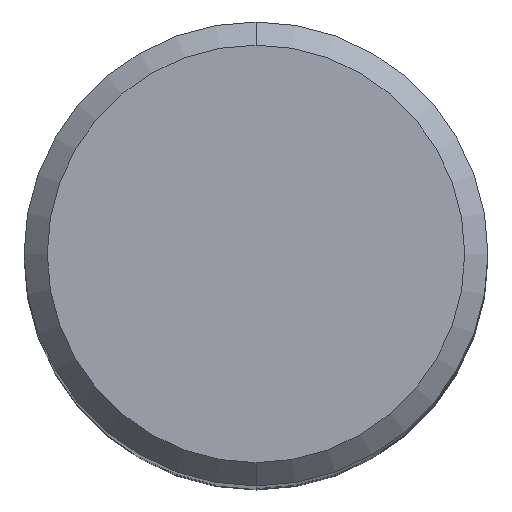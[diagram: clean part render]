
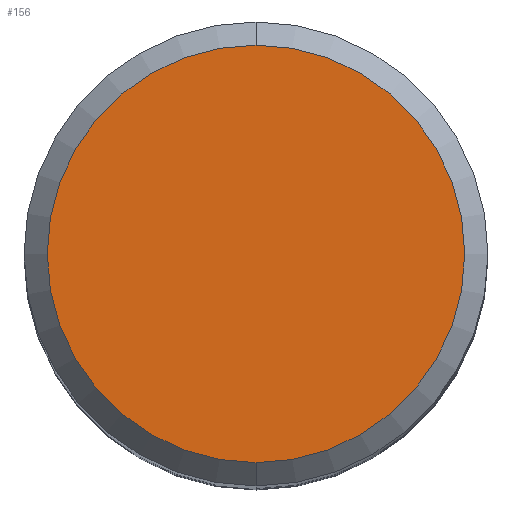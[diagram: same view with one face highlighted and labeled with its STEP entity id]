
A CAD part, top view. The second image highlights one B-rep face of the part: STEP entity #156.
In plain terms, the highlighted planar face has unit normal (0, 0, 1).
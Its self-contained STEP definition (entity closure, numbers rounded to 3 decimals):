
#106=VERTEX_POINT('',#231);
#108=EDGE_CURVE('',#106,#126,#233,.T.);
#114=EDGE_CURVE('',#126,#106,#240,.T.);
#126=VERTEX_POINT('',#252);
#156=ADVANCED_FACE('',(#286),#287,.T.);
#231=CARTESIAN_POINT('',(0.,-3.6,0.0));
#233=CIRCLE('',#368,3.6);
#240=CIRCLE('',#376,3.6);
#252=CARTESIAN_POINT('',(0.0,3.6,0.0));
#286=FACE_OUTER_BOUND('',#430,.T.);
#287=PLANE('',#431);
#368=AXIS2_PLACEMENT_3D('',#520,#521,#522);
#376=AXIS2_PLACEMENT_3D('',#531,#532,#533);
#430=EDGE_LOOP('',(#573,#574));
#431=AXIS2_PLACEMENT_3D('',#575,#576,#577);
#520=CARTESIAN_POINT('',(0.0,0.0,0.0));
#521=DIRECTION('',(0.0,0.0,-1.0));
#522=DIRECTION('',(0.0,1.0,0.0));
#531=CARTESIAN_POINT('',(0.0,0.0,0.0));
#532=DIRECTION('',(0.0,0.0,-1.0));
#533=DIRECTION('',(0.0,1.0,0.0));
#573=ORIENTED_EDGE('',*,*,#114,.F.);
#574=ORIENTED_EDGE('',*,*,#108,.F.);
#575=CARTESIAN_POINT('',(0.0,1.8,0.0));
#576=DIRECTION('',(-0.0,0.0,1.0));
#577=DIRECTION('',(0.0,-1.0,0.0));
